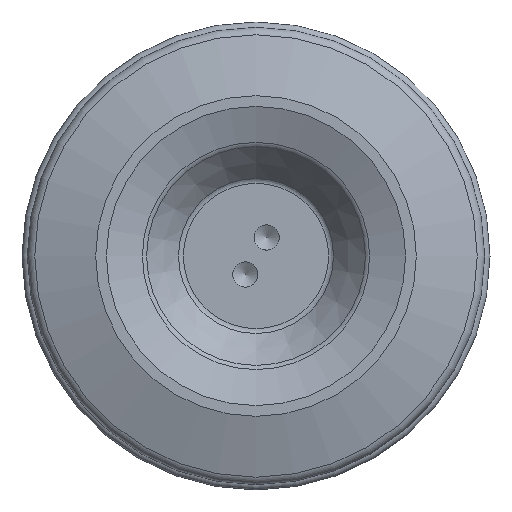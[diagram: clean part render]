
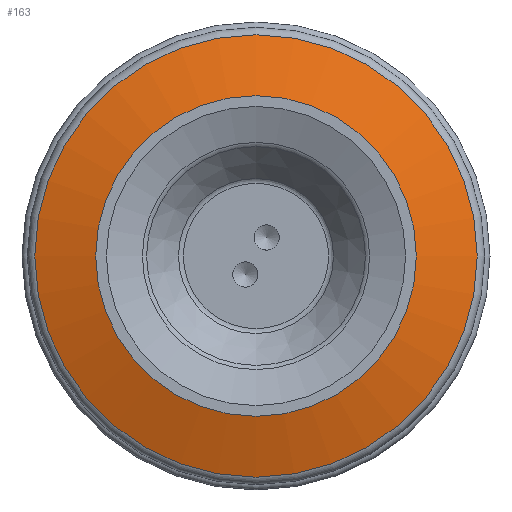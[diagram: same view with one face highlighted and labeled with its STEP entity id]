
A CAD part, left-side view. The second image highlights one B-rep face of the part: STEP entity #163.
In plain terms, the highlighted conical face has half-angle 72.532 degrees and reference radius 74.213 mm.
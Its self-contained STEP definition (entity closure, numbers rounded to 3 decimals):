
#163=ADVANCED_FACE('',(#385,#386),#387,.T.);
#385=FACE_BOUND('',#669,.T.);
#386=FACE_BOUND('',#670,.T.);
#387=CONICAL_SURFACE('',#671,74.213,1.266);
#669=EDGE_LOOP('',(#1063,#1064));
#670=EDGE_LOOP('',(#1065));
#671=AXIS2_PLACEMENT_3D('',#1066,#1067,#1068);
#1063=ORIENTED_EDGE('',*,*,#1448,.T.);
#1064=ORIENTED_EDGE('',*,*,#1447,.T.);
#1065=ORIENTED_EDGE('',*,*,#1482,.T.);
#1066=CARTESIAN_POINT('',(-0.248,0.,0.));
#1067=DIRECTION('',(1.0,0.,0.));
#1068=DIRECTION('',(0.,0.152,0.988));
#1447=EDGE_CURVE('',#1703,#1704,#1705,.T.);
#1448=EDGE_CURVE('',#1704,#1703,#1706,.T.);
#1482=EDGE_CURVE('',#1760,#1760,#1761,.T.);
#1703=VERTEX_POINT('',#2054);
#1704=VERTEX_POINT('',#2055);
#1705=CIRCLE('',#2056,75.0);
#1706=CIRCLE('',#2057,75.0);
#1760=VERTEX_POINT('',#2112);
#1761=CIRCLE('',#2113,103.501);
#2054=CARTESIAN_POINT('',(0.,0.,-75.));
#2055=CARTESIAN_POINT('',(0.0,0.0,75.0));
#2056=AXIS2_PLACEMENT_3D('',#2440,#2441,#2442);
#2057=AXIS2_PLACEMENT_3D('',#2443,#2444,#2445);
#2112=CARTESIAN_POINT('',(8.969,0.0,-103.501));
#2113=AXIS2_PLACEMENT_3D('',#2510,#2511,#2512);
#2440=CARTESIAN_POINT('',(0.0,0.0,0.));
#2441=DIRECTION('',(1.0,-0.0,0.0));
#2442=DIRECTION('',(0.0,0.,-1.0));
#2443=CARTESIAN_POINT('',(0.0,0.,0.0));
#2444=DIRECTION('',(1.0,0.0,-0.0));
#2445=DIRECTION('',(0.0,0.,1.0));
#2510=CARTESIAN_POINT('',(8.969,0.,0.));
#2511=DIRECTION('',(-1.0,0.,0.));
#2512=DIRECTION('',(0.,0.,-1.0));
